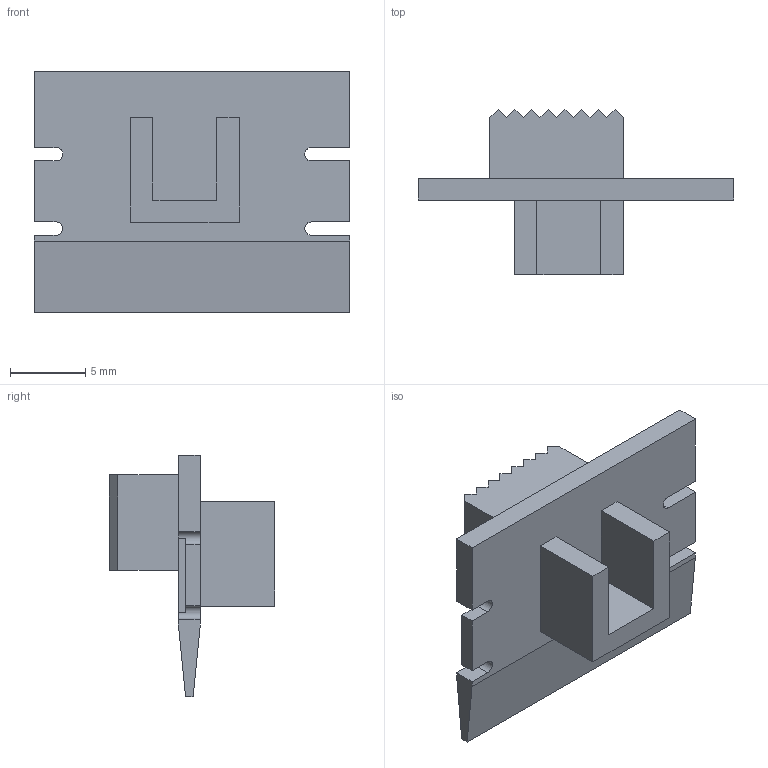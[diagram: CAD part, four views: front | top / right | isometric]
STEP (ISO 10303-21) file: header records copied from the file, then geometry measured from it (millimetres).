
FILE_DESCRIPTION (( 'STEP AP214' ), '1' );
FILE_NAME ('M102 switch slider v1.5.STEP', '2023-09-21T14:55:34', ( '' ), ( '' ), 'SwSTEP 2.0', 'SolidWorks 2023', '' );
FILE_SCHEMA (( 'AUTOMOTIVE_DESIGN' ));
Length unit declared in the file: inch
Products named in the file (1): M102 switch slider v1.5
Bounding box: 21.02 x 11 x 16.08 mm (x, y, z)
Volume: 798.1 mm3; surface area: 1112.2 mm2
Topology: 1 solids, 1 shells, 57 faces, 159 edges, 106 vertices
Faces by surface type: plane 53, cylinder 4
Entity records: 1832 total; most frequent: CARTESIAN_POINT 323, ORIENTED_EDGE 318, DIRECTION 287, EDGE_CURVE 159, VECTOR 147, LINE 147, VERTEX_POINT 106, AXIS2_PLACEMENT_3D 70
